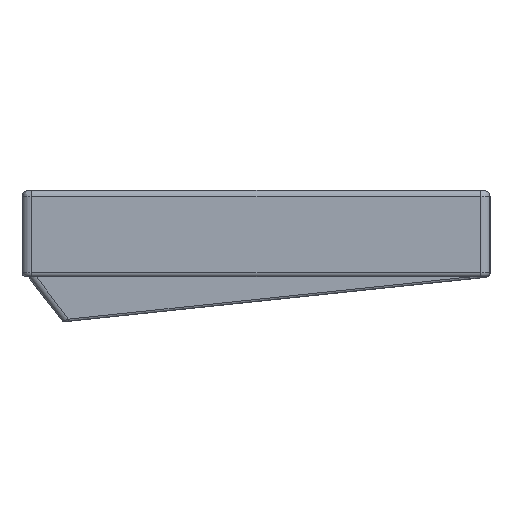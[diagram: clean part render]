
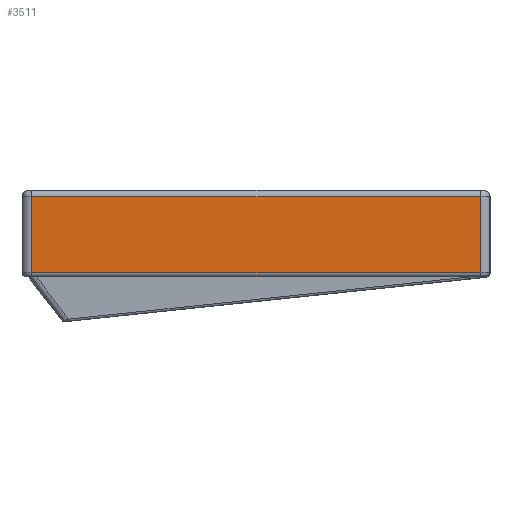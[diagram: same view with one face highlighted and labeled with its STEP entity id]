
A CAD part, left-side view. The second image highlights one B-rep face of the part: STEP entity #3511.
In plain terms, the highlighted planar face has unit normal (-1, 0, 0).
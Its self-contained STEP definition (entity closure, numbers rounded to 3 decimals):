
#91=PLANE('',#3753);
#176=LINE('',#5375,#482);
#180=LINE('',#5396,#486);
#181=LINE('',#5398,#487);
#182=LINE('',#5399,#488);
#482=VECTOR('',#4195,10.);
#486=VECTOR('',#4209,10.);
#487=VECTOR('',#4210,10.);
#488=VECTOR('',#4211,10.);
#887=FACE_OUTER_BOUND('',#1103,.T.);
#1103=EDGE_LOOP('',(#2449,#2450,#2451,#2452));
#1550=VERTEX_POINT('',#5367);
#1552=VERTEX_POINT('',#5373);
#1555=VERTEX_POINT('',#5395);
#1556=VERTEX_POINT('',#5397);
#1894=EDGE_CURVE('',#1552,#1550,#176,.T.);
#1901=EDGE_CURVE('',#1555,#1552,#180,.T.);
#1902=EDGE_CURVE('',#1556,#1555,#181,.T.);
#1903=EDGE_CURVE('',#1550,#1556,#182,.T.);
#2449=ORIENTED_EDGE('',*,*,#1894,.F.);
#2450=ORIENTED_EDGE('',*,*,#1901,.F.);
#2451=ORIENTED_EDGE('',*,*,#1902,.F.);
#2452=ORIENTED_EDGE('',*,*,#1903,.F.);
#3511=ADVANCED_FACE('',(#887),#91,.T.);
#3753=AXIS2_PLACEMENT_3D('',#5394,#4207,#4208);
#4195=DIRECTION('',(0.,-1.,0.));
#4207=DIRECTION('center_axis',(-1.,0.,0.));
#4208=DIRECTION('ref_axis',(0.,0.,1.));
#4209=DIRECTION('',(0.,0.,1.));
#4210=DIRECTION('',(0.,1.,0.));
#4211=DIRECTION('',(0.,0.,-1.));
#5367=CARTESIAN_POINT('',(-147.85,-52.85,29.762));
#5373=CARTESIAN_POINT('',(-147.85,52.85,29.762));
#5375=CARTESIAN_POINT('',(-147.85,-25.8,29.762));
#5394=CARTESIAN_POINT('Origin',(-147.85,0.,-0.002));
#5395=CARTESIAN_POINT('',(-147.85,52.85,11.847));
#5396=CARTESIAN_POINT('',(-147.85,52.85,7.511));
#5397=CARTESIAN_POINT('',(-147.85,-52.85,11.847));
#5398=CARTESIAN_POINT('',(-147.85,-130.952,11.847));
#5399=CARTESIAN_POINT('',(-147.85,-52.85,10.406));
